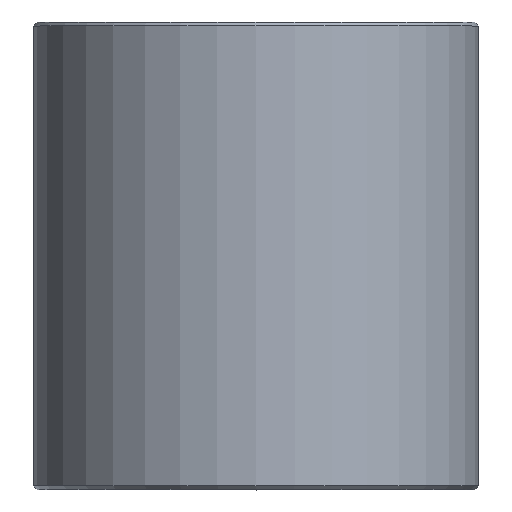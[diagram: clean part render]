
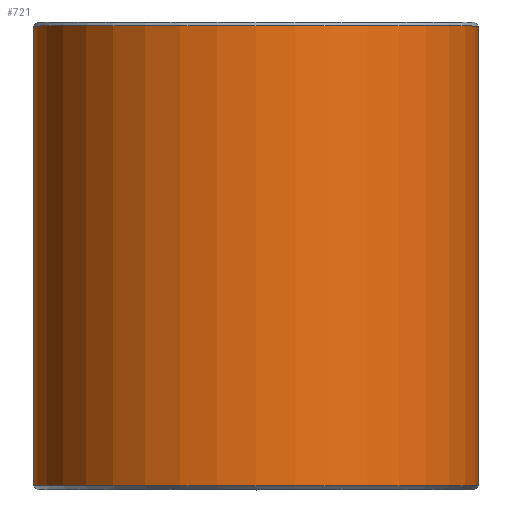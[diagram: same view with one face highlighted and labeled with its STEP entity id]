
A CAD part, top view. The second image highlights one B-rep face of the part: STEP entity #721.
In plain terms, the highlighted cylindrical face has radius 15 mm (diameter 30 mm), a full revolution.
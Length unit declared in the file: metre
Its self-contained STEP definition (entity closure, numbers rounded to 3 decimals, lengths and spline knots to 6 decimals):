
#18=B_SPLINE_CURVE_WITH_KNOTS('',3,(#1127,#1128,#1129,#1130,#1131,#1132,
#1133,#1134,#1135,#1136,#1137,#1138,#1139,#1140,#1141,#1142,#1143,#1144,
#1145),.UNSPECIFIED.,.T.,.F.,(1,1,1,1,1,1,1,1,1,1,1,1,1,1,1,1,1,1,1,1,1,
1,1),(-0.190789,-0.128289,-0.065789,0.,0.059375,
0.121719,0.184211,0.246711,0.309211,0.371711,
0.434211,0.496711,0.559211,0.621711,
0.684211,0.746711,0.809211,0.871711,
0.934211,1.,1.059375,1.121719,1.184211),.UNSPECIFIED.);
#19=B_SPLINE_CURVE_WITH_KNOTS('',3,(#1147,#1148,#1149,#1150,#1151,#1152,
#1153,#1154,#1155,#1156,#1157,#1158,#1159,#1160,#1161,#1162,#1163,#1164,
#1165),.UNSPECIFIED.,.T.,.F.,(1,1,1,1,1,1,1,1,1,1,1,1,1,1,1,1,1,1,1,1,1,
1,1),(-0.190789,-0.128289,-0.065789,0.,0.059375,
0.121719,0.184211,0.246711,0.309211,0.371711,
0.434211,0.496711,0.559211,0.621711,
0.684211,0.746711,0.809211,0.871711,
0.934211,1.,1.059375,1.121719,1.184211),.UNSPECIFIED.);
#27=CIRCLE('',#783,0.015);
#28=CIRCLE('',#784,0.015);
#34=CYLINDRICAL_SURFACE('',#782,0.015);
#71=ORIENTED_EDGE('',*,*,#266,.T.);
#72=ORIENTED_EDGE('',*,*,#267,.T.);
#73=ORIENTED_EDGE('',*,*,#268,.T.);
#74=ORIENTED_EDGE('',*,*,#269,.T.);
#266=EDGE_CURVE('',#363,#363,#18,.T.);
#267=EDGE_CURVE('',#364,#364,#19,.T.);
#268=EDGE_CURVE('',#365,#365,#27,.T.);
#269=EDGE_CURVE('',#366,#366,#28,.F.);
#363=VERTEX_POINT('',#1146);
#364=VERTEX_POINT('',#1166);
#365=VERTEX_POINT('',#1168);
#366=VERTEX_POINT('',#1170);
#575=EDGE_LOOP('',(#71));
#576=EDGE_LOOP('',(#72));
#577=EDGE_LOOP('',(#73));
#578=EDGE_LOOP('',(#74));
#632=FACE_BOUND('',#575,.T.);
#633=FACE_BOUND('',#576,.T.);
#634=FACE_BOUND('',#577,.T.);
#635=FACE_BOUND('',#578,.T.);
#721=ADVANCED_FACE('',(#632,#633,#634,#635),#34,.T.);
#782=AXIS2_PLACEMENT_3D('',#1126,#873,#874);
#783=AXIS2_PLACEMENT_3D('',#1167,#875,#876);
#784=AXIS2_PLACEMENT_3D('',#1169,#877,#878);
#873=DIRECTION('',(0.,1.,0.));
#874=DIRECTION('',(0.,0.,1.));
#875=DIRECTION('',(0.,-1.,0.));
#876=DIRECTION('',(0.,0.,-1.));
#877=DIRECTION('',(0.,-1.,0.));
#878=DIRECTION('',(0.,0.,-1.));
#1126=CARTESIAN_POINT('',(-0.239589,-0.979494,-0.058738));
#1127=CARTESIAN_POINT('',(-0.242891,-0.135029,-0.073373));
#1128=CARTESIAN_POINT('',(-0.243192,-0.136393,-0.073298));
#1129=CARTESIAN_POINT('',(-0.242921,-0.137751,-0.073365));
#1130=CARTESIAN_POINT('',(-0.242184,-0.138902,-0.073522));
#1131=CARTESIAN_POINT('',(-0.241037,-0.139683,-0.073686));
#1132=CARTESIAN_POINT('',(-0.239662,-0.139992,-0.073759));
#1133=CARTESIAN_POINT('',(-0.238282,-0.139741,-0.0737));
#1134=CARTESIAN_POINT('',(-0.237095,-0.139001,-0.07354));
#1135=CARTESIAN_POINT('',(-0.236302,-0.137868,-0.073376));
#1136=CARTESIAN_POINT('',(-0.235987,-0.136506,-0.073298));
#1137=CARTESIAN_POINT('',(-0.236243,-0.135146,-0.073362));
#1138=CARTESIAN_POINT('',(-0.236993,-0.133976,-0.073522));
#1139=CARTESIAN_POINT('',(-0.238142,-0.133194,-0.073686));
#1140=CARTESIAN_POINT('',(-0.239519,-0.132885,-0.07376));
#1141=CARTESIAN_POINT('',(-0.240899,-0.133137,-0.0737));
#1142=CARTESIAN_POINT('',(-0.242085,-0.133878,-0.07354));
#1143=CARTESIAN_POINT('',(-0.242891,-0.135029,-0.073373));
#1144=CARTESIAN_POINT('',(-0.243192,-0.136393,-0.073298));
#1145=CARTESIAN_POINT('',(-0.242921,-0.137751,-0.073365));
#1146=CARTESIAN_POINT('',(-0.243097,-0.136438,-0.073322));
#1147=CARTESIAN_POINT('',(-0.242891,-0.148529,-0.073373));
#1148=CARTESIAN_POINT('',(-0.243192,-0.149893,-0.073298));
#1149=CARTESIAN_POINT('',(-0.242921,-0.151251,-0.073365));
#1150=CARTESIAN_POINT('',(-0.242184,-0.152402,-0.073522));
#1151=CARTESIAN_POINT('',(-0.241037,-0.153183,-0.073686));
#1152=CARTESIAN_POINT('',(-0.239662,-0.153492,-0.073759));
#1153=CARTESIAN_POINT('',(-0.238282,-0.153241,-0.0737));
#1154=CARTESIAN_POINT('',(-0.237095,-0.152501,-0.07354));
#1155=CARTESIAN_POINT('',(-0.236302,-0.151368,-0.073376));
#1156=CARTESIAN_POINT('',(-0.235987,-0.150006,-0.073298));
#1157=CARTESIAN_POINT('',(-0.236243,-0.148646,-0.073362));
#1158=CARTESIAN_POINT('',(-0.236993,-0.147476,-0.073522));
#1159=CARTESIAN_POINT('',(-0.238142,-0.146694,-0.073686));
#1160=CARTESIAN_POINT('',(-0.239519,-0.146385,-0.07376));
#1161=CARTESIAN_POINT('',(-0.240899,-0.146637,-0.0737));
#1162=CARTESIAN_POINT('',(-0.242085,-0.147378,-0.07354));
#1163=CARTESIAN_POINT('',(-0.242891,-0.148529,-0.073373));
#1164=CARTESIAN_POINT('',(-0.243192,-0.149893,-0.073298));
#1165=CARTESIAN_POINT('',(-0.242921,-0.151251,-0.073365));
#1166=CARTESIAN_POINT('',(-0.243097,-0.149938,-0.073322));
#1167=CARTESIAN_POINT('',(-0.239589,-0.127188,-0.058738));
#1168=CARTESIAN_POINT('',(-0.239589,-0.127188,-0.073738));
#1169=CARTESIAN_POINT('',(-0.239589,-0.158188,-0.058738));
#1170=CARTESIAN_POINT('',(-0.239589,-0.158188,-0.073738));
